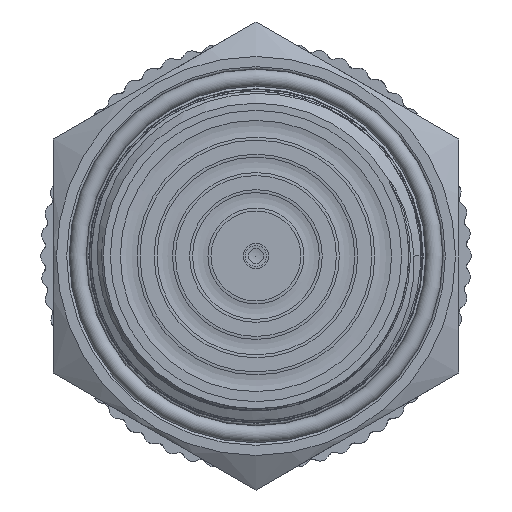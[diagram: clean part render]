
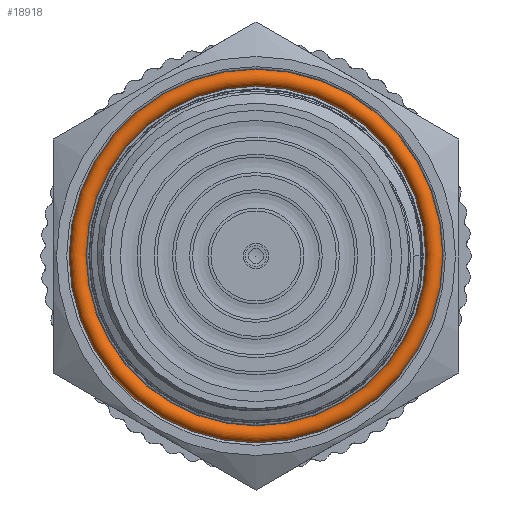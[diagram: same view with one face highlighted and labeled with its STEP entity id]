
A CAD part, left-side view. The second image highlights one B-rep face of the part: STEP entity #18918.
In plain terms, the highlighted toroidal (fillet/blend) face has major radius 14.075 mm and minor radius 0.675 mm.
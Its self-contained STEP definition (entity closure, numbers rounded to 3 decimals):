
#200=TOROIDAL_SURFACE('',#19921,14.075,0.675);
#2194=FACE_OUTER_BOUND('',#3318,.T.);
#3318=EDGE_LOOP('',(#17698,#17699,#17700,#17701));
#3692=CIRCLE('',#19922,0.675);
#3693=CIRCLE('',#19923,13.4);
#9067=VERTEX_POINT('',#66438);
#11944=EDGE_CURVE('',#9067,#9067,#3692,.T.);
#11945=EDGE_CURVE('',#9067,#9067,#3693,.T.);
#17698=ORIENTED_EDGE('',*,*,#11944,.F.);
#17699=ORIENTED_EDGE('',*,*,#11945,.T.);
#17700=ORIENTED_EDGE('',*,*,#11944,.T.);
#17701=ORIENTED_EDGE('',*,*,#11945,.F.);
#18918=ADVANCED_FACE('',(#2194),#200,.T.);
#19921=AXIS2_PLACEMENT_3D('',#66437,#22808,#22809);
#19922=AXIS2_PLACEMENT_3D('',#66439,#22810,#22811);
#19923=AXIS2_PLACEMENT_3D('',#66440,#22812,#22813);
#22808=DIRECTION('center_axis',(1.,0.,0.));
#22809=DIRECTION('ref_axis',(0.,0.,-1.));
#22810=DIRECTION('center_axis',(0.,-1.,0.));
#22811=DIRECTION('ref_axis',(0.,0.,1.));
#22812=DIRECTION('center_axis',(-1.,0.,0.));
#22813=DIRECTION('ref_axis',(0.,0.,-1.));
#66437=CARTESIAN_POINT('Origin',(17.2,0.,0.));
#66438=CARTESIAN_POINT('',(17.2,0.,13.4));
#66439=CARTESIAN_POINT('Origin',(17.2,0.,14.075));
#66440=CARTESIAN_POINT('Origin',(17.2,0.,0.));
